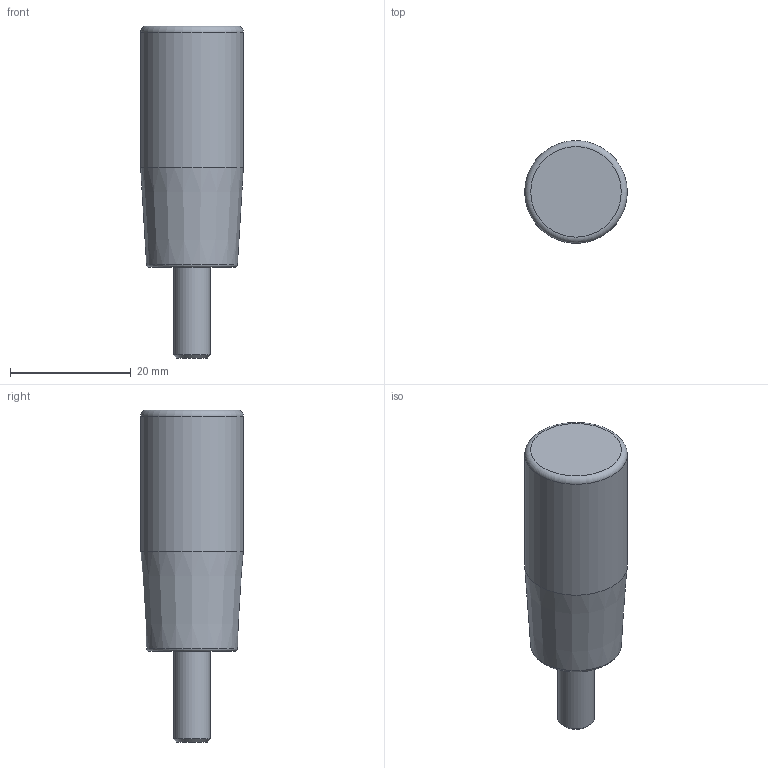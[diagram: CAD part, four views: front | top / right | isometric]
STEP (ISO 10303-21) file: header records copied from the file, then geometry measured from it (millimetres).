
FILE_DESCRIPTION( ( 'Unknown' ), '1' );
FILE_NAME( '6139005_MCF17x40_M06x15.stp', 'Unknown', ( 'Unknown' ), ( 'Unknown' ), 'PSStep 11.0', 'Unknown', ' ' );
FILE_SCHEMA( ( 'AUTOMOTIVE_DESIGN { 1 0 10303 214 1 1 1 1 }' ) );
Length unit declared in the file: millimetre
Products named in the file (1): 8900067
Bounding box: 17 x 17 x 55 mm (x, y, z)
Volume: 8770.6 mm3; surface area: 3006.9 mm2
Topology: 1 solids, 2 shells, 12 faces, 23 edges, 15 vertices
Faces by surface type: plane 4, cone 3, cylinder 3, torus 2
Full cylindrical faces by diameter (mm): 4.917 x1, 6 x1, 17 x1
Entity records: 338 total; most frequent: DIRECTION 46, CARTESIAN_POINT 34, AXIS2_PLACEMENT_3D 23, EDGE_LOOP 20, ORIENTED_EDGE 20, FACE_OUTER_BOUND 17, STYLED_ITEM 12, PRESENTATION_STYLE_ASSIGNMENT 12
